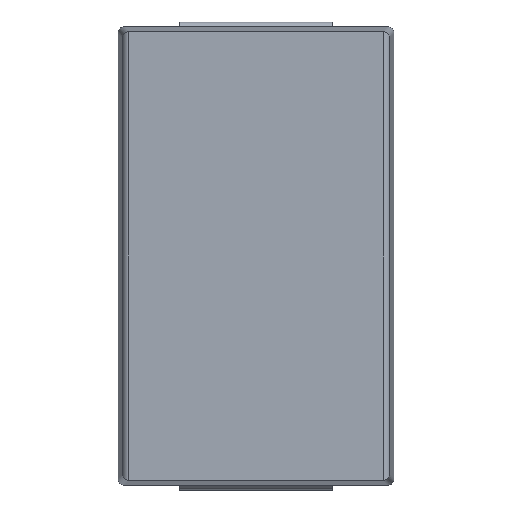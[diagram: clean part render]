
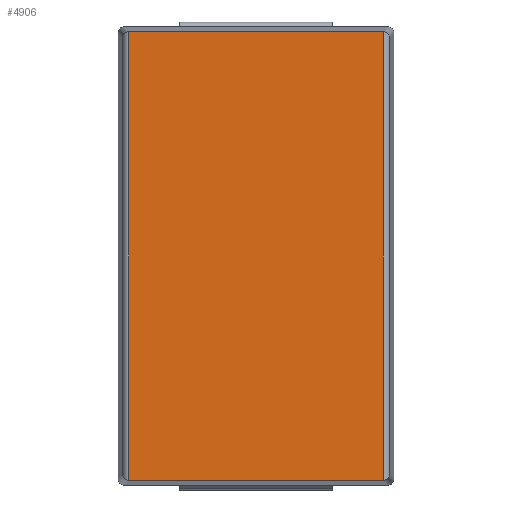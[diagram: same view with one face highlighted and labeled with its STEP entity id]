
A CAD part, front view. The second image highlights one B-rep face of the part: STEP entity #4906.
In plain terms, the highlighted planar face has unit normal (0, -1, 0).
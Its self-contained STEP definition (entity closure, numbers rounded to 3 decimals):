
#8 = VERTEX_POINT ( 'NONE', #3202 ) ;
#41 = LINE ( 'NONE', #3801, #4421 ) ;
#156 = VECTOR ( 'NONE', #3551, 1000. ) ;
#190 = CARTESIAN_POINT ( 'NONE',  ( -1.984, -0.85, -3.5 ) ) ;
#215 = CARTESIAN_POINT ( 'NONE',  ( 1.981, -0.85, -3.501 ) ) ;
#377 = VERTEX_POINT ( 'NONE', #1033 ) ;
#420 = VERTEX_POINT ( 'NONE', #1878 ) ;
#511 = FACE_OUTER_BOUND ( 'NONE', #2188, .T. ) ;
#523 = LINE ( 'NONE', #2039, #156 ) ;
#526 = AXIS2_PLACEMENT_3D ( 'NONE', #3147, #4692, #4311 ) ;
#617 = EDGE_CURVE ( 'NONE', #3489, #2518, #41, .T. ) ;
#667 = CARTESIAN_POINT ( 'NONE',  ( -1.981, -0.85, -3.501 ) ) ;
#688 = CARTESIAN_POINT ( 'NONE',  ( 1.976, -0.85, -3.501 ) ) ;
#731 = VERTEX_POINT ( 'NONE', #2417 ) ;
#870 = CARTESIAN_POINT ( 'NONE',  ( 1.984, -0.85, 3.501 ) ) ;
#998 = EDGE_CURVE ( 'NONE', #3550, #420, #523, .T. ) ;
#1029 = DIRECTION ( 'NONE',  ( -1., 0., 0. ) ) ;
#1033 = CARTESIAN_POINT ( 'NONE',  ( 1.984, -0.85, -3.5 ) ) ;
#1094 = EDGE_CURVE ( 'NONE', #731, #420, #3359, .T. ) ;
#1158 = DIRECTION ( 'NONE',  ( 0., 0., -1. ) ) ;
#1310 = CARTESIAN_POINT ( 'NONE',  ( -1.976, -0.85, 3.501 ) ) ;
#1344 = VERTEX_POINT ( 'NONE', #688 ) ;
#1374 = EDGE_CURVE ( 'NONE', #1344, #8, #4072, .T. ) ;
#1389 = CARTESIAN_POINT ( 'NONE',  ( -1.976, -0.85, -3.501 ) ) ;
#1418 = CARTESIAN_POINT ( 'NONE',  ( -1.984, -0.85, 3.5 ) ) ;
#1627 = DIRECTION ( 'NONE',  ( 0., 0., 1. ) ) ;
#1798 = VECTOR ( 'NONE', #1627, 1000. ) ;
#1800 = CARTESIAN_POINT ( 'NONE',  ( 0., -0.85, -3.501 ) ) ;
#1878 = CARTESIAN_POINT ( 'NONE',  ( 1.976, -0.85, 3.501 ) ) ;
#1966 = ORIENTED_EDGE ( 'NONE', *, *, #998, .F. ) ;
#2039 = CARTESIAN_POINT ( 'NONE',  ( 0., -0.85, 3.501 ) ) ;
#2064 = CARTESIAN_POINT ( 'NONE',  ( 1.979, -0.85, -3.501 ) ) ;
#2130 = VECTOR ( 'NONE', #1029, 1000. ) ;
#2172 = CARTESIAN_POINT ( 'NONE',  ( -1.984, -0.85, -3.5 ) ) ;
#2188 = EDGE_LOOP ( 'NONE', ( #3620, #3022, #4778, #3586, #1966, #3529, #4901, #3346 ) ) ;
#2417 = CARTESIAN_POINT ( 'NONE',  ( 1.984, -0.85, 3.5 ) ) ;
#2453 = CARTESIAN_POINT ( 'NONE',  ( 1.981, -0.85, 3.501 ) ) ;
#2518 = VERTEX_POINT ( 'NONE', #190 ) ;
#2835 = CARTESIAN_POINT ( 'NONE',  ( 1.976, -0.85, -3.501 ) ) ;
#2849 =( BOUNDED_CURVE ( )  B_SPLINE_CURVE ( 3, ( #1310, #3946, #4334, #3315 ),
 .UNSPECIFIED., .F., .T. ) 
 B_SPLINE_CURVE_WITH_KNOTS ( ( 4, 4 ),
 ( 5.502, 5.581 ),
 .UNSPECIFIED. ) 
 CURVE ( )  GEOMETRIC_REPRESENTATION_ITEM ( )  RATIONAL_B_SPLINE_CURVE ( ( 1., 0.999, 0.999, 1. ) ) 
 REPRESENTATION_ITEM ( '' )  );
#2871 = CARTESIAN_POINT ( 'NONE',  ( -1.979, -0.85, -3.501 ) ) ;
#2942 = CARTESIAN_POINT ( 'NONE',  ( 1.976, -0.85, 3.501 ) ) ;
#3022 = ORIENTED_EDGE ( 'NONE', *, *, #3300, .T. ) ;
#3045 =( BOUNDED_CURVE ( )  B_SPLINE_CURVE ( 3, ( #2172, #667, #2871, #1389 ),
 .UNSPECIFIED., .F., .F. ) 
 B_SPLINE_CURVE_WITH_KNOTS ( ( 4, 4 ),
 ( 0.702, 0.782 ),
 .UNSPECIFIED. ) 
 CURVE ( )  GEOMETRIC_REPRESENTATION_ITEM ( )  RATIONAL_B_SPLINE_CURVE ( ( 1., 0.999, 0.999, 1. ) ) 
 REPRESENTATION_ITEM ( '' )  );
#3147 = CARTESIAN_POINT ( 'NONE',  ( 0., -0.85, 0. ) ) ;
#3202 = CARTESIAN_POINT ( 'NONE',  ( -1.976, -0.85, -3.501 ) ) ;
#3300 = EDGE_CURVE ( 'NONE', #1344, #377, #3973, .T. ) ;
#3315 = CARTESIAN_POINT ( 'NONE',  ( -1.984, -0.85, 3.5 ) ) ;
#3346 = ORIENTED_EDGE ( 'NONE', *, *, #3633, .T. ) ;
#3359 =( BOUNDED_CURVE ( )  B_SPLINE_CURVE ( 3, ( #4395, #2453, #4729, #2942 ),
 .UNSPECIFIED., .F., .F. ) 
 B_SPLINE_CURVE_WITH_KNOTS ( ( 4, 4 ),
 ( 0.702, 0.782 ),
 .UNSPECIFIED. ) 
 CURVE ( )  GEOMETRIC_REPRESENTATION_ITEM ( )  RATIONAL_B_SPLINE_CURVE ( ( 1., 0.999, 0.999, 1. ) ) 
 REPRESENTATION_ITEM ( '' )  );
#3483 = EDGE_CURVE ( 'NONE', #3550, #3489, #2849, .T. ) ;
#3489 = VERTEX_POINT ( 'NONE', #1418 ) ;
#3490 = LINE ( 'NONE', #870, #1798 ) ;
#3496 = PLANE ( 'NONE',  #526 ) ;
#3529 = ORIENTED_EDGE ( 'NONE', *, *, #3483, .T. ) ;
#3550 = VERTEX_POINT ( 'NONE', #3968 ) ;
#3551 = DIRECTION ( 'NONE',  ( 1., 0., 0. ) ) ;
#3586 = ORIENTED_EDGE ( 'NONE', *, *, #1094, .T. ) ;
#3620 = ORIENTED_EDGE ( 'NONE', *, *, #1374, .F. ) ;
#3633 = EDGE_CURVE ( 'NONE', #2518, #8, #3045, .T. ) ;
#3801 = CARTESIAN_POINT ( 'NONE',  ( -1.984, -0.85, -3.501 ) ) ;
#3946 = CARTESIAN_POINT ( 'NONE',  ( -1.979, -0.85, 3.501 ) ) ;
#3968 = CARTESIAN_POINT ( 'NONE',  ( -1.976, -0.85, 3.501 ) ) ;
#3973 =( BOUNDED_CURVE ( )  B_SPLINE_CURVE ( 3, ( #2835, #2064, #215, #4347 ),
 .UNSPECIFIED., .F., .F. ) 
 B_SPLINE_CURVE_WITH_KNOTS ( ( 4, 4 ),
 ( 5.502, 5.581 ),
 .UNSPECIFIED. ) 
 CURVE ( )  GEOMETRIC_REPRESENTATION_ITEM ( )  RATIONAL_B_SPLINE_CURVE ( ( 1., 0.999, 0.999, 1. ) ) 
 REPRESENTATION_ITEM ( '' )  );
#4072 = LINE ( 'NONE', #1800, #2130 ) ;
#4311 = DIRECTION ( 'NONE',  ( 0., 0., 1. ) ) ;
#4334 = CARTESIAN_POINT ( 'NONE',  ( -1.981, -0.85, 3.501 ) ) ;
#4347 = CARTESIAN_POINT ( 'NONE',  ( 1.984, -0.85, -3.5 ) ) ;
#4395 = CARTESIAN_POINT ( 'NONE',  ( 1.984, -0.85, 3.5 ) ) ;
#4421 = VECTOR ( 'NONE', #1158, 1000. ) ;
#4680 = EDGE_CURVE ( 'NONE', #377, #731, #3490, .T. ) ;
#4692 = DIRECTION ( 'NONE',  ( 0., 1., 0. ) ) ;
#4729 = CARTESIAN_POINT ( 'NONE',  ( 1.979, -0.85, 3.501 ) ) ;
#4778 = ORIENTED_EDGE ( 'NONE', *, *, #4680, .T. ) ;
#4901 = ORIENTED_EDGE ( 'NONE', *, *, #617, .T. ) ;
#4906 = ADVANCED_FACE ( 'NONE', ( #511 ), #3496, .F. ) ;
